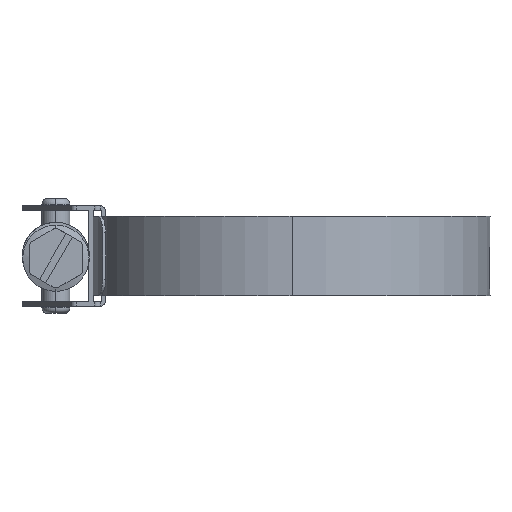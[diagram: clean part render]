
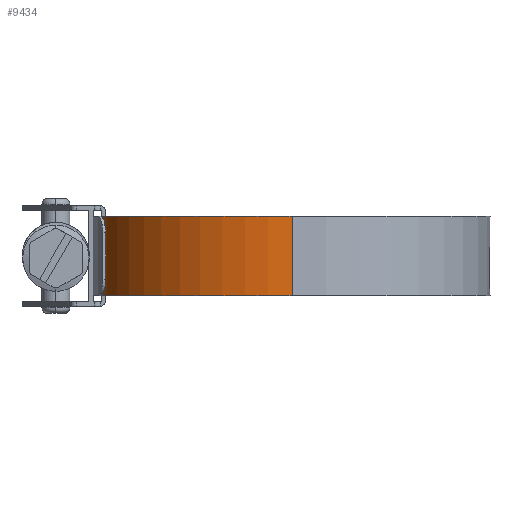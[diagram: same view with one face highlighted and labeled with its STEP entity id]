
A CAD part, left-side view. The second image highlights one B-rep face of the part: STEP entity #9434.
In plain terms, the highlighted cylindrical face has radius 35.53 mm (diameter 71.06 mm), a partial arc.
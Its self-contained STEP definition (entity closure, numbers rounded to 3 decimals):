
#43 = CARTESIAN_POINT ( 'NONE',  ( 0., 35.53, 7.15 ) ) ;
#318 = CARTESIAN_POINT ( 'NONE',  ( 0., 35.53, -7.15 ) ) ;
#1010 = CARTESIAN_POINT ( 'NONE',  ( -35.53, 0., -7.15 ) ) ;
#1630 = ORIENTED_EDGE ( 'NONE', *, *, #3066, .T. ) ;
#2538 = CARTESIAN_POINT ( 'NONE',  ( 0., 35.53, 7.15 ) ) ;
#2644 = EDGE_CURVE ( 'NONE', #10069, #6013, #8031, .T. ) ;
#2890 = DIRECTION ( 'NONE',  ( 0., 0., 1. ) ) ;
#3066 = EDGE_CURVE ( 'NONE', #6517, #4434, #3810, .T. ) ;
#3262 = ORIENTED_EDGE ( 'NONE', *, *, #2644, .F. ) ;
#3331 = EDGE_CURVE ( 'NONE', #10069, #6517, #12023, .T. ) ;
#3528 = CARTESIAN_POINT ( 'NONE',  ( 0., 0., 7.15 ) ) ;
#3673 = CARTESIAN_POINT ( 'NONE',  ( 0., 0., 7.15 ) ) ;
#3810 = CIRCLE ( 'NONE', #10026, 35.53 ) ;
#4434 = VERTEX_POINT ( 'NONE', #1010 ) ;
#4896 = EDGE_CURVE ( 'NONE', #6013, #4434, #9934, .T. ) ;
#5595 = DIRECTION ( 'NONE',  ( 1., 0., 0. ) ) ;
#5601 = DIRECTION ( 'NONE',  ( 0., 0., -1. ) ) ;
#6013 = VERTEX_POINT ( 'NONE', #7143 ) ;
#6517 = VERTEX_POINT ( 'NONE', #318 ) ;
#6724 = AXIS2_PLACEMENT_3D ( 'NONE', #3673, #5601, #9795 ) ;
#6756 = DIRECTION ( 'NONE',  ( 0., 0., -1. ) ) ;
#7143 = CARTESIAN_POINT ( 'NONE',  ( -35.53, 0., 7.15 ) ) ;
#7623 = DIRECTION ( 'NONE',  ( 0., 0., 1. ) ) ;
#7708 = CYLINDRICAL_SURFACE ( 'NONE', #6724, 35.53 ) ;
#7748 = ORIENTED_EDGE ( 'NONE', *, *, #3331, .T. ) ;
#8031 = CIRCLE ( 'NONE', #10883, 35.53 ) ;
#8625 = CARTESIAN_POINT ( 'NONE',  ( 0., 0., -7.15 ) ) ;
#8699 = FACE_OUTER_BOUND ( 'NONE', #9797, .T. ) ;
#9434 = ADVANCED_FACE ( 'NONE', ( #8699 ), #7708, .T. ) ;
#9795 = DIRECTION ( 'NONE',  ( -1., 0., 0. ) ) ;
#9797 = EDGE_LOOP ( 'NONE', ( #10128, #3262, #7748, #1630 ) ) ;
#9934 = LINE ( 'NONE', #10178, #10248 ) ;
#10026 = AXIS2_PLACEMENT_3D ( 'NONE', #8625, #7623, #5595 ) ;
#10069 = VERTEX_POINT ( 'NONE', #43 ) ;
#10128 = ORIENTED_EDGE ( 'NONE', *, *, #4896, .F. ) ;
#10178 = CARTESIAN_POINT ( 'NONE',  ( -35.53, 0., 7.15 ) ) ;
#10248 = VECTOR ( 'NONE', #13052, 1000. ) ;
#10883 = AXIS2_PLACEMENT_3D ( 'NONE', #3528, #2890, #13505 ) ;
#12021 = VECTOR ( 'NONE', #6756, 1000. ) ;
#12023 = LINE ( 'NONE', #2538, #12021 ) ;
#13052 = DIRECTION ( 'NONE',  ( 0., 0., -1. ) ) ;
#13505 = DIRECTION ( 'NONE',  ( 1., 0., 0. ) ) ;
